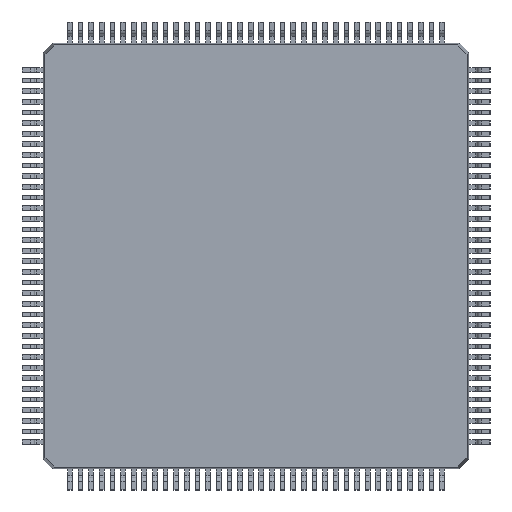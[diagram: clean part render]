
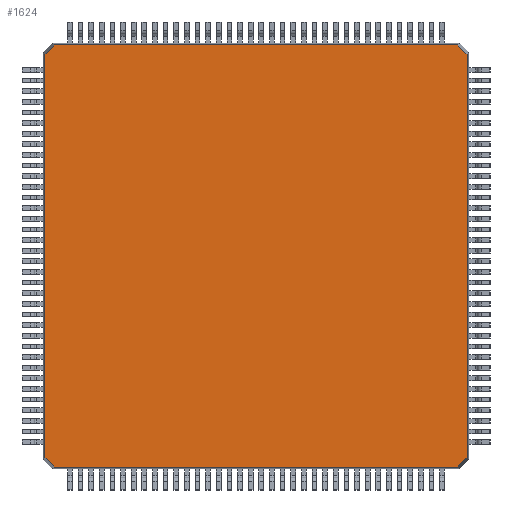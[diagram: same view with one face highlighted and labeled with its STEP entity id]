
A CAD part, front view. The second image highlights one B-rep face of the part: STEP entity #1624.
In plain terms, the highlighted planar face has unit normal (0, -1, 0).
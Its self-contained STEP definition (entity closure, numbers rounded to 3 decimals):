
#1504 = EDGE_CURVE('',#1505,#1507,#1509,.T.);
#1505 = VERTEX_POINT('',#1506);
#1506 = CARTESIAN_POINT('',(-9.47,-0.725,-9.92));
#1507 = VERTEX_POINT('',#1508);
#1508 = CARTESIAN_POINT('',(9.477,-0.725,-9.92));
#1509 = LINE('',#1510,#1511);
#1510 = CARTESIAN_POINT('',(0.,-0.725,-9.92)
  );
#1511 = VECTOR('',#1512,1.);
#1512 = DIRECTION('',(1.,-0.,0.));
#1537 = VERTEX_POINT('',#1538);
#1538 = CARTESIAN_POINT('',(9.92,-0.725,9.477));
#1544 = EDGE_CURVE('',#1545,#1537,#1547,.T.);
#1545 = VERTEX_POINT('',#1546);
#1546 = CARTESIAN_POINT('',(9.92,-0.725,-9.47));
#1547 = LINE('',#1548,#1549);
#1548 = CARTESIAN_POINT('',(9.92,-0.725,0.));
#1549 = VECTOR('',#1550,1.);
#1550 = DIRECTION('',(-0.,-0.,1.));
#1568 = VERTEX_POINT('',#1569);
#1569 = CARTESIAN_POINT('',(-9.477,-0.725,9.92));
#1575 = EDGE_CURVE('',#1576,#1568,#1578,.T.);
#1576 = VERTEX_POINT('',#1577);
#1577 = CARTESIAN_POINT('',(9.47,-0.725,9.92));
#1578 = LINE('',#1579,#1580);
#1579 = CARTESIAN_POINT('',(0.,-0.725,9.92));
#1580 = VECTOR('',#1581,1.);
#1581 = DIRECTION('',(-1.,-0.,0.));
#1599 = VERTEX_POINT('',#1600);
#1600 = CARTESIAN_POINT('',(-9.92,-0.725,-9.477));
#1606 = EDGE_CURVE('',#1607,#1599,#1609,.T.);
#1607 = VERTEX_POINT('',#1608);
#1608 = CARTESIAN_POINT('',(-9.92,-0.725,9.47));
#1609 = LINE('',#1610,#1611);
#1610 = CARTESIAN_POINT('',(-9.92,-0.725,0.));
#1611 = VECTOR('',#1612,1.);
#1612 = DIRECTION('',(-0.,-0.,-1.));
#1624 = ADVANCED_FACE('',(#1625),#1655,.F.);
#1625 = FACE_BOUND('',#1626,.T.);
#1626 = EDGE_LOOP('',(#1627,#1628,#1634,#1635,#1641,#1642,#1648,#1649));
#1627 = ORIENTED_EDGE('',*,*,#1606,.T.);
#1628 = ORIENTED_EDGE('',*,*,#1629,.T.);
#1629 = EDGE_CURVE('',#1599,#1505,#1630,.T.);
#1630 = LINE('',#1631,#1632);
#1631 = CARTESIAN_POINT('',(-9.471,-0.725,-9.919));
#1632 = VECTOR('',#1633,1.);
#1633 = DIRECTION('',(0.712,-0.,-0.702));
#1634 = ORIENTED_EDGE('',*,*,#1504,.T.);
#1635 = ORIENTED_EDGE('',*,*,#1636,.T.);
#1636 = EDGE_CURVE('',#1507,#1545,#1637,.T.);
#1637 = LINE('',#1638,#1639);
#1638 = CARTESIAN_POINT('',(9.919,-0.725,-9.471));
#1639 = VECTOR('',#1640,1.);
#1640 = DIRECTION('',(0.702,-0.,0.712));
#1641 = ORIENTED_EDGE('',*,*,#1544,.T.);
#1642 = ORIENTED_EDGE('',*,*,#1643,.T.);
#1643 = EDGE_CURVE('',#1537,#1576,#1644,.T.);
#1644 = LINE('',#1645,#1646);
#1645 = CARTESIAN_POINT('',(9.471,-0.725,9.919));
#1646 = VECTOR('',#1647,1.);
#1647 = DIRECTION('',(-0.712,-0.,0.702));
#1648 = ORIENTED_EDGE('',*,*,#1575,.T.);
#1649 = ORIENTED_EDGE('',*,*,#1650,.T.);
#1650 = EDGE_CURVE('',#1568,#1607,#1651,.T.);
#1651 = LINE('',#1652,#1653);
#1652 = CARTESIAN_POINT('',(-9.919,-0.725,9.471));
#1653 = VECTOR('',#1654,1.);
#1654 = DIRECTION('',(-0.702,0.,-0.712));
#1655 = PLANE('',#1656);
#1656 = AXIS2_PLACEMENT_3D('',#1657,#1658,#1659);
#1657 = CARTESIAN_POINT('',(0.,-0.725,0.));
#1658 = DIRECTION('',(0.,1.,0.));
#1659 = DIRECTION('',(0.,0.,-1.));
